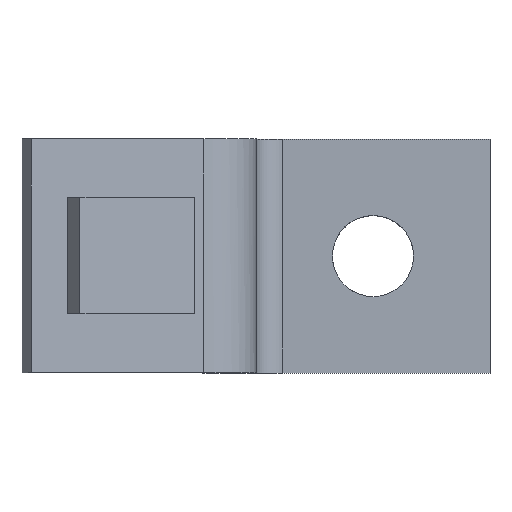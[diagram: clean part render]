
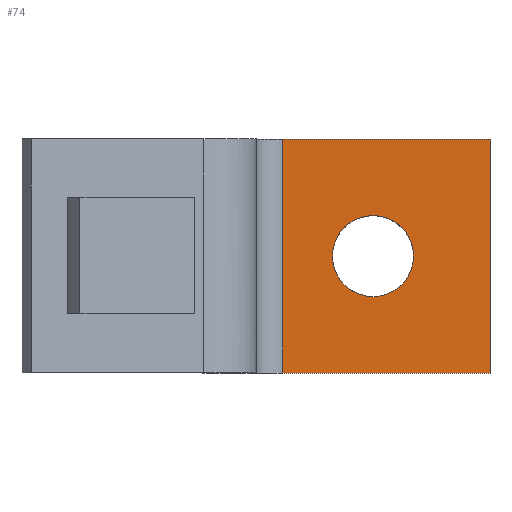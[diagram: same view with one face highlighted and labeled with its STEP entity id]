
A CAD part, top view. The second image highlights one B-rep face of the part: STEP entity #74.
In plain terms, the highlighted planar face has unit normal (0, 0, 1).
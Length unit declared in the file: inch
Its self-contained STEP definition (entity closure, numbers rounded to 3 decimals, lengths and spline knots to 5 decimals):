
#74=ADVANCED_FACE('',(#166,#167),#168,.T.);
#166=FACE_BOUND('',#283,.T.);
#167=FACE_OUTER_BOUND('',#284,.T.);
#168=PLANE('',#285);
#283=EDGE_LOOP('',(#907,#908,#909,#910));
#284=EDGE_LOOP('',(#911,#912,#913,#914));
#285=AXIS2_PLACEMENT_3D('',#915,#916,#917);
#907=ORIENTED_EDGE('',*,*,#1142,.T.);
#908=ORIENTED_EDGE('',*,*,#1143,.T.);
#909=ORIENTED_EDGE('',*,*,#1144,.T.);
#910=ORIENTED_EDGE('',*,*,#1145,.T.);
#911=ORIENTED_EDGE('',*,*,#1135,.T.);
#912=ORIENTED_EDGE('',*,*,#1146,.F.);
#913=ORIENTED_EDGE('',*,*,#1147,.T.);
#914=ORIENTED_EDGE('',*,*,#1148,.T.);
#915=CARTESIAN_POINT('',(0.84375,1.625,0.375));
#916=DIRECTION('',(0.0,0.0,1.0));
#917=DIRECTION('',(-1.0,0.0,0.0));
#1135=EDGE_CURVE('',#1263,#1261,#1264,.T.);
#1142=EDGE_CURVE('',#1273,#1274,#1275,.T.);
#1143=EDGE_CURVE('',#1274,#1276,#1277,.T.);
#1144=EDGE_CURVE('',#1276,#1278,#1279,.T.);
#1145=EDGE_CURVE('',#1278,#1273,#1280,.T.);
#1146=EDGE_CURVE('',#1281,#1261,#1282,.T.);
#1147=EDGE_CURVE('',#1281,#1283,#1284,.T.);
#1148=EDGE_CURVE('',#1283,#1263,#1285,.T.);
#1261=VERTEX_POINT('',#1446);
#1263=VERTEX_POINT('',#1449);
#1264=LINE('',#1450,#1451);
#1273=VERTEX_POINT('',#1466);
#1274=VERTEX_POINT('',#1467);
#1275=B_SPLINE_CURVE_WITH_KNOTS('',3,(#1468,#1469,#1470,#1471),.UNSPECIFIED.,.F.,.F.,(4,4),(-1.0,-0.0),.UNSPECIFIED.);
#1276=VERTEX_POINT('',#1472);
#1277=B_SPLINE_CURVE_WITH_KNOTS('',3,(#1473,#1474,#1475,#1476),.UNSPECIFIED.,.F.,.F.,(4,4),(-1.0,-0.0),.UNSPECIFIED.);
#1278=VERTEX_POINT('',#1477);
#1279=B_SPLINE_CURVE_WITH_KNOTS('',3,(#1478,#1479,#1480,#1481),.UNSPECIFIED.,.F.,.F.,(4,4),(-1.0,-0.0),.UNSPECIFIED.);
#1280=B_SPLINE_CURVE_WITH_KNOTS('',3,(#1482,#1483,#1484,#1485),.UNSPECIFIED.,.F.,.F.,(4,4),(-1.0,-0.0),.UNSPECIFIED.);
#1281=VERTEX_POINT('',#1486);
#1282=LINE('',#1487,#1488);
#1283=VERTEX_POINT('',#1489);
#1284=LINE('',#1490,#1491);
#1285=LINE('',#1492,#1493);
#1446=CARTESIAN_POINT('',(1.5625,0.,0.375));
#1449=CARTESIAN_POINT('',(0.125,0.,0.375));
#1450=CARTESIAN_POINT('',(1.5625,0.,0.375));
#1451=VECTOR('',#1791,1.0);
#1466=CARTESIAN_POINT('',(0.75,0.53125,0.375));
#1467=CARTESIAN_POINT('',(0.46875,0.8125,0.375));
#1468=CARTESIAN_POINT('',(0.75,0.53125,0.375));
#1469=CARTESIAN_POINT('',(0.59467,0.53125,0.375));
#1470=CARTESIAN_POINT('',(0.46875,0.65717,0.375));
#1471=CARTESIAN_POINT('',(0.46875,0.8125,0.375));
#1472=CARTESIAN_POINT('',(0.75,1.09375,0.375));
#1473=CARTESIAN_POINT('',(0.46875,0.8125,0.375));
#1474=CARTESIAN_POINT('',(0.46875,0.96783,0.375));
#1475=CARTESIAN_POINT('',(0.59467,1.09375,0.375));
#1476=CARTESIAN_POINT('',(0.75,1.09375,0.375));
#1477=CARTESIAN_POINT('',(1.03125,0.8125,0.375));
#1478=CARTESIAN_POINT('',(0.75,1.09375,0.375));
#1479=CARTESIAN_POINT('',(0.90533,1.09375,0.375));
#1480=CARTESIAN_POINT('',(1.03125,0.96783,0.375));
#1481=CARTESIAN_POINT('',(1.03125,0.8125,0.375));
#1482=CARTESIAN_POINT('',(1.03125,0.8125,0.375));
#1483=CARTESIAN_POINT('',(1.03125,0.65717,0.375));
#1484=CARTESIAN_POINT('',(0.90533,0.53125,0.375));
#1485=CARTESIAN_POINT('',(0.75,0.53125,0.375));
#1486=CARTESIAN_POINT('',(1.5625,1.625,0.375));
#1487=CARTESIAN_POINT('',(1.5625,1.625,0.375));
#1488=VECTOR('',#1795,1.0);
#1489=CARTESIAN_POINT('',(0.125,1.625,0.375));
#1490=CARTESIAN_POINT('',(1.5625,1.625,0.375));
#1491=VECTOR('',#1796,1.0);
#1492=CARTESIAN_POINT('',(0.125,1.625,0.375));
#1493=VECTOR('',#1797,1.0);
#1791=DIRECTION('',(1.0,0.0,0.0));
#1795=DIRECTION('',(0.0,-1.0,0.0));
#1796=DIRECTION('',(-1.0,0.0,0.0));
#1797=DIRECTION('',(0.0,-1.0,0.0));
